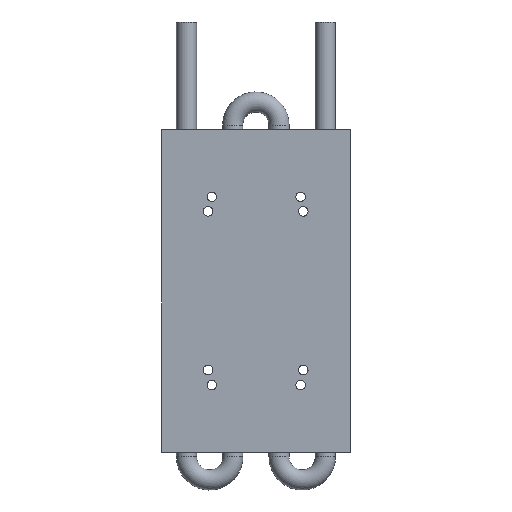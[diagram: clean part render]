
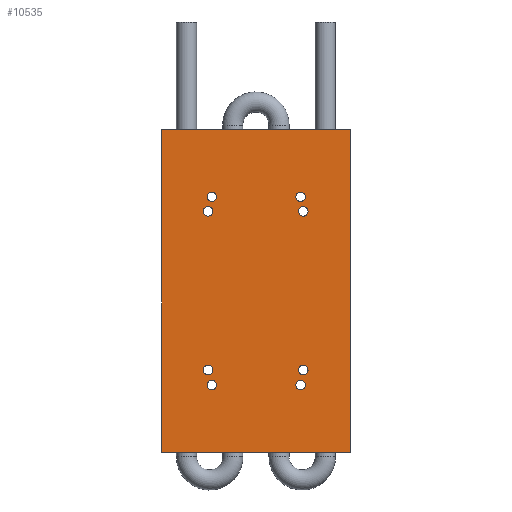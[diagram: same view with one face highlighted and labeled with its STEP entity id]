
A CAD part, front view. The second image highlights one B-rep face of the part: STEP entity #10535.
In plain terms, the highlighted planar face has unit normal (0, -1, 0).
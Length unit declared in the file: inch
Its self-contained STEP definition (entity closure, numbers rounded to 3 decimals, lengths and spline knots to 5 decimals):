
#1169=VECTOR('',#11616,1.);
#1171=VECTOR('',#11619,1.);
#1172=VECTOR('',#11620,1.);
#1173=VECTOR('',#11621,1.);
#2095=LINE('',#12982,#1169);
#2097=LINE('',#12986,#1171);
#2098=LINE('',#12988,#1172);
#2099=LINE('',#12990,#1173);
#2992=PLANE('',#11181);
#3262=VERTEX_POINT('',#12842);
#3264=VERTEX_POINT('',#12847);
#3266=VERTEX_POINT('',#12852);
#3268=VERTEX_POINT('',#12857);
#3270=VERTEX_POINT('',#12862);
#3272=VERTEX_POINT('',#12867);
#3274=VERTEX_POINT('',#12872);
#3276=VERTEX_POINT('',#12877);
#3312=VERTEX_POINT('',#12981);
#3313=VERTEX_POINT('',#12983);
#3314=VERTEX_POINT('',#12987);
#3315=VERTEX_POINT('',#12989);
#4334=CIRCLE('',#11133,0.0885);
#4336=CIRCLE('',#11136,0.0885);
#4338=CIRCLE('',#11139,0.0885);
#4340=CIRCLE('',#11142,0.0885);
#4342=CIRCLE('',#11145,0.0885);
#4344=CIRCLE('',#11148,0.0885);
#4346=CIRCLE('',#11151,0.0885);
#4348=CIRCLE('',#11154,0.0885);
#4374=EDGE_CURVE('',#3262,#3262,#4334,.T.);
#4376=EDGE_CURVE('',#3264,#3264,#4336,.T.);
#4378=EDGE_CURVE('',#3266,#3266,#4338,.T.);
#4380=EDGE_CURVE('',#3268,#3268,#4340,.T.);
#4382=EDGE_CURVE('',#3270,#3270,#4342,.T.);
#4384=EDGE_CURVE('',#3272,#3272,#4344,.T.);
#4386=EDGE_CURVE('',#3274,#3274,#4346,.T.);
#4388=EDGE_CURVE('',#3276,#3276,#4348,.T.);
#4440=EDGE_CURVE('',#3313,#3312,#2095,.T.);
#4442=EDGE_CURVE('',#3312,#3314,#2097,.T.);
#4443=EDGE_CURVE('',#3315,#3314,#2098,.T.);
#4444=EDGE_CURVE('',#3313,#3315,#2099,.T.);
#6058=ORIENTED_EDGE('',*,*,#4374,.T.);
#6059=ORIENTED_EDGE('',*,*,#4376,.T.);
#6060=ORIENTED_EDGE('',*,*,#4378,.T.);
#6061=ORIENTED_EDGE('',*,*,#4380,.T.);
#6062=ORIENTED_EDGE('',*,*,#4382,.T.);
#6063=ORIENTED_EDGE('',*,*,#4384,.T.);
#6064=ORIENTED_EDGE('',*,*,#4386,.T.);
#6065=ORIENTED_EDGE('',*,*,#4388,.T.);
#6066=ORIENTED_EDGE('',*,*,#4442,.T.);
#6067=ORIENTED_EDGE('',*,*,#4443,.F.);
#6068=ORIENTED_EDGE('',*,*,#4444,.F.);
#6069=ORIENTED_EDGE('',*,*,#4440,.T.);
#9191=EDGE_LOOP('',(#6058));
#9192=EDGE_LOOP('',(#6059));
#9193=EDGE_LOOP('',(#6060));
#9194=EDGE_LOOP('',(#6061));
#9195=EDGE_LOOP('',(#6062));
#9196=EDGE_LOOP('',(#6063));
#9197=EDGE_LOOP('',(#6064));
#9198=EDGE_LOOP('',(#6065));
#9199=EDGE_LOOP('',(#6066,#6067,#6068,#6069));
#9871=FACE_BOUND('',#9191,.T.);
#9872=FACE_BOUND('',#9192,.T.);
#9873=FACE_BOUND('',#9193,.T.);
#9874=FACE_BOUND('',#9194,.T.);
#9875=FACE_BOUND('',#9195,.T.);
#9876=FACE_BOUND('',#9196,.T.);
#9877=FACE_BOUND('',#9197,.T.);
#9878=FACE_BOUND('',#9198,.T.);
#9879=FACE_BOUND('',#9199,.T.);
#10535=ADVANCED_FACE('',(#9871,#9872,#9873,#9874,#9875,#9876,#9877,#9878,
#9879),#2992,.T.);
#11133=AXIS2_PLACEMENT_3D('',#12841,#11491,#11492);
#11136=AXIS2_PLACEMENT_3D('',#12846,#11497,#11498);
#11139=AXIS2_PLACEMENT_3D('',#12851,#11503,#11504);
#11142=AXIS2_PLACEMENT_3D('',#12856,#11509,#11510);
#11145=AXIS2_PLACEMENT_3D('',#12861,#11515,#11516);
#11148=AXIS2_PLACEMENT_3D('',#12866,#11521,#11522);
#11151=AXIS2_PLACEMENT_3D('',#12871,#11527,#11528);
#11154=AXIS2_PLACEMENT_3D('',#12876,#11533,#11534);
#11181=AXIS2_PLACEMENT_3D('',#12985,#11618,$);
#11491=DIRECTION('',(0.,1.,0.));
#11492=DIRECTION('',(0.,0.,0.089));
#11497=DIRECTION('',(0.,1.,0.));
#11498=DIRECTION('',(0.,0.,0.088));
#11503=DIRECTION('',(0.,1.,0.));
#11504=DIRECTION('',(0.,0.,0.089));
#11509=DIRECTION('',(0.,1.,0.));
#11510=DIRECTION('',(0.,0.,0.088));
#11515=DIRECTION('',(0.,1.,0.));
#11516=DIRECTION('',(0.,0.,0.089));
#11521=DIRECTION('',(0.,1.,0.));
#11522=DIRECTION('',(0.,0.,0.089));
#11527=DIRECTION('',(0.,1.,0.));
#11528=DIRECTION('',(0.,0.,0.089));
#11533=DIRECTION('',(0.,1.,0.));
#11534=DIRECTION('',(0.,0.,0.089));
#11616=DIRECTION('',(0.,0.,1.));
#11618=DIRECTION('',(0.,-1.,0.));
#11619=DIRECTION('',(-1.,0.,0.));
#11620=DIRECTION('',(0.,0.,1.));
#11621=DIRECTION('',(-1.,0.,0.));
#12841=CARTESIAN_POINT('',(0.93,0.,1.25));
#12842=CARTESIAN_POINT('',(0.93,0.,1.3385));
#12846=CARTESIAN_POINT('',(0.86,0.,1.53));
#12847=CARTESIAN_POINT('',(0.86,0.,1.6185));
#12851=CARTESIAN_POINT('',(2.58,0.,1.25));
#12852=CARTESIAN_POINT('',(2.58,0.,1.3385));
#12856=CARTESIAN_POINT('',(2.63,0.,1.53));
#12857=CARTESIAN_POINT('',(2.63,0.,1.6185));
#12861=CARTESIAN_POINT('',(2.63,0.,4.48));
#12862=CARTESIAN_POINT('',(2.63,0.,4.5685));
#12866=CARTESIAN_POINT('',(2.58,0.,4.75));
#12867=CARTESIAN_POINT('',(2.58,0.,4.8385));
#12871=CARTESIAN_POINT('',(0.86,0.,4.48));
#12872=CARTESIAN_POINT('',(0.86,0.,4.5685));
#12876=CARTESIAN_POINT('',(0.93,0.,4.75));
#12877=CARTESIAN_POINT('',(0.93,0.,4.8385));
#12981=CARTESIAN_POINT('',(3.5,0.,6.));
#12982=CARTESIAN_POINT('',(3.5,0.,0.));
#12983=CARTESIAN_POINT('',(3.5,0.,0.));
#12985=CARTESIAN_POINT('',(1.75,0.,0.));
#12986=CARTESIAN_POINT('',(3.5,0.,6.));
#12987=CARTESIAN_POINT('',(0.,0.,6.));
#12988=CARTESIAN_POINT('',(0.,0.,0.));
#12989=CARTESIAN_POINT('',(0.,0.,0.));
#12990=CARTESIAN_POINT('',(3.5,0.,0.));
